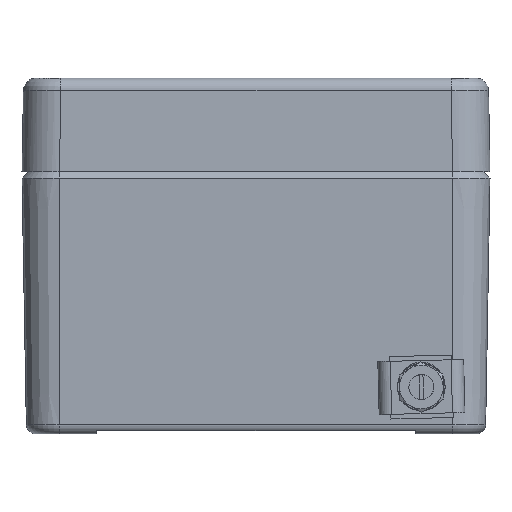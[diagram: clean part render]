
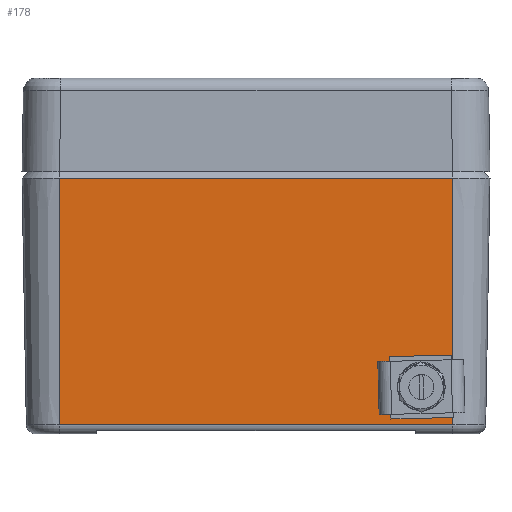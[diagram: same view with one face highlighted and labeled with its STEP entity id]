
A CAD part, front view. The second image highlights one B-rep face of the part: STEP entity #178.
In plain terms, the highlighted planar face has unit normal (0, -1, -0.018).
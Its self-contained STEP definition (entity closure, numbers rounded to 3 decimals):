
#138=AXIS2_PLACEMENT_3D('Plane Axis2P3D',#135,#136,#137) ;
#80=CARTESIAN_POINT('Control Point',(62.577,13.776,8.277)) ;
#81=CARTESIAN_POINT('Control Point',(62.776,13.769,8.641)) ;
#82=CARTESIAN_POINT('Control Point',(63.092,13.764,8.942)) ;
#83=CARTESIAN_POINT('Control Point',(63.497,13.761,9.128)) ;
#84=CARTESIAN_POINT('Control Point',(64.147,13.76,9.194)) ;
#85=CARTESIAN_POINT('Control Point',(64.736,13.764,8.967)) ;
#86=CARTESIAN_POINT('Control Point',(64.919,13.766,8.86)) ;
#87=CARTESIAN_POINT('Control Point',(65.39,13.772,8.47)) ;
#88=CARTESIAN_POINT('Control Point',(65.65,13.783,7.895)) ;
#89=CARTESIAN_POINT('Control Point',(65.696,13.79,7.475)) ;
#90=CARTESIAN_POINT('Control Point',(65.612,13.797,7.07)) ;
#91=CARTESIAN_POINT('Control Point',(65.423,13.803,6.723)) ;
#92=CARTESIAN_POINT('Vertex',(62.577,13.776,8.277)) ;
#94=CARTESIAN_POINT('Vertex',(65.423,13.803,6.723)) ;
#115=CARTESIAN_POINT('Control Point',(65.423,13.803,6.723)) ;
#116=CARTESIAN_POINT('Control Point',(65.224,13.809,6.359)) ;
#117=CARTESIAN_POINT('Control Point',(64.908,13.815,6.058)) ;
#118=CARTESIAN_POINT('Control Point',(64.503,13.818,5.872)) ;
#119=CARTESIAN_POINT('Control Point',(63.853,13.819,5.806)) ;
#120=CARTESIAN_POINT('Control Point',(63.264,13.815,6.033)) ;
#121=CARTESIAN_POINT('Control Point',(63.081,13.813,6.14)) ;
#122=CARTESIAN_POINT('Control Point',(62.61,13.806,6.53)) ;
#123=CARTESIAN_POINT('Control Point',(62.35,13.796,7.105)) ;
#124=CARTESIAN_POINT('Control Point',(62.304,13.789,7.525)) ;
#125=CARTESIAN_POINT('Control Point',(62.388,13.782,7.93)) ;
#126=CARTESIAN_POINT('Control Point',(62.577,13.776,8.277)) ;
#135=CARTESIAN_POINT('Axis2P3D Location',(37.5,13.205,41.)) ;
#140=CARTESIAN_POINT('Line Origine',(37.5,13.895,1.474)) ;
#144=CARTESIAN_POINT('Vertex',(69.,13.895,1.474)) ;
#146=CARTESIAN_POINT('Vertex',(6.,13.895,1.474)) ;
#149=CARTESIAN_POINT('Line Origine',(69.,13.562,20.5)) ;
#153=CARTESIAN_POINT('Vertex',(69.,13.205,41.)) ;
#156=CARTESIAN_POINT('Line Origine',(37.5,13.205,41.)) ;
#160=CARTESIAN_POINT('Vertex',(6.,13.205,41.)) ;
#163=CARTESIAN_POINT('Line Origine',(6.,13.562,20.5)) ;
#136=DIRECTION('Axis2P3D Direction',(0.,1.,0.017)) ;
#137=DIRECTION('Axis2P3D XDirection',(-1.,0.,0.)) ;
#141=DIRECTION('Vector Direction',(-1.,0.,0.)) ;
#150=DIRECTION('Vector Direction',(0.,-0.017,1.)) ;
#157=DIRECTION('Vector Direction',(-1.,0.,0.)) ;
#164=DIRECTION('Vector Direction',(0.,-0.017,1.)) ;
#142=VECTOR('Line Direction',#141,1.) ;
#151=VECTOR('Line Direction',#150,1.) ;
#158=VECTOR('Line Direction',#157,1.) ;
#165=VECTOR('Line Direction',#164,1.) ;
#169=ORIENTED_EDGE('',*,*,#148,.F.) ;
#170=ORIENTED_EDGE('',*,*,#155,.F.) ;
#171=ORIENTED_EDGE('',*,*,#162,.F.) ;
#172=ORIENTED_EDGE('',*,*,#167,.T.) ;
#175=ORIENTED_EDGE('',*,*,#127,.T.) ;
#176=ORIENTED_EDGE('',*,*,#96,.T.) ;
#177=FACE_BOUND('',#174,.T.) ;
#178=ADVANCED_FACE('Body',(#173,#177),#139,.F.) ;
#79=B_SPLINE_CURVE_WITH_KNOTS('',5,(#80,#81,#82,#83,#84,#85,#86,#87,#88,#89,#90,#91),.UNSPECIFIED.,.F.,.U.,(6,3,3,6),(0.,2.933,4.404,7.202),.UNSPECIFIED.) ;
#114=B_SPLINE_CURVE_WITH_KNOTS('',5,(#115,#116,#117,#118,#119,#120,#121,#122,#123,#124,#125,#126),.UNSPECIFIED.,.F.,.U.,(6,3,3,6),(0.,2.933,4.404,7.202),.UNSPECIFIED.) ;
#96=EDGE_CURVE('',#93,#95,#79,.T.) ;
#127=EDGE_CURVE('',#95,#93,#114,.T.) ;
#148=EDGE_CURVE('',#145,#147,#143,.T.) ;
#155=EDGE_CURVE('',#154,#145,#152,.F.) ;
#162=EDGE_CURVE('',#161,#154,#159,.F.) ;
#167=EDGE_CURVE('',#161,#147,#166,.F.) ;
#168=EDGE_LOOP('',(#169,#170,#171,#172)) ;
#174=EDGE_LOOP('',(#175,#176)) ;
#173=FACE_OUTER_BOUND('',#168,.T.) ;
#143=LINE('Line',#140,#142) ;
#152=LINE('Line',#149,#151) ;
#159=LINE('Line',#156,#158) ;
#166=LINE('Line',#163,#165) ;
#139=PLANE('',#138) ;
#93=VERTEX_POINT('',#92) ;
#95=VERTEX_POINT('',#94) ;
#145=VERTEX_POINT('',#144) ;
#147=VERTEX_POINT('',#146) ;
#154=VERTEX_POINT('',#153) ;
#161=VERTEX_POINT('',#160) ;
